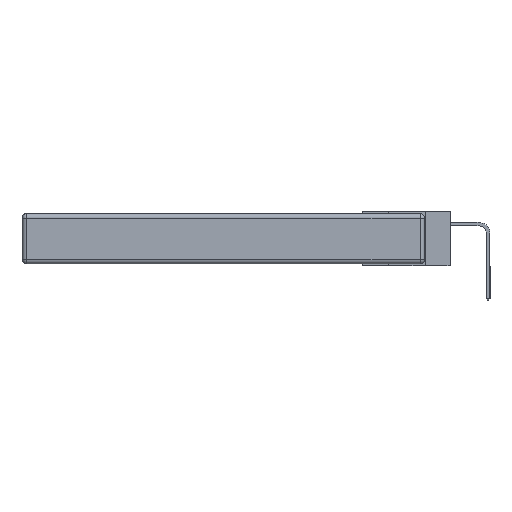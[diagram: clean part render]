
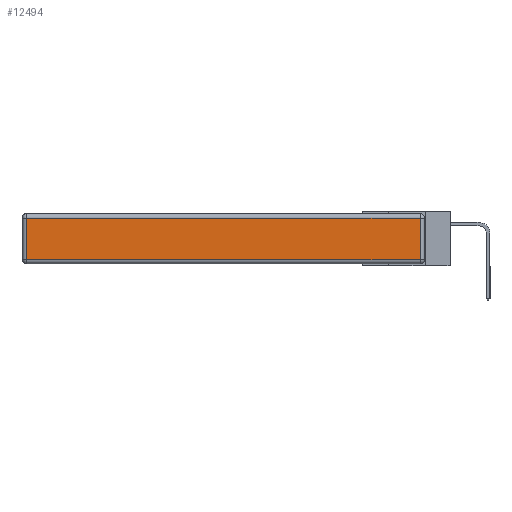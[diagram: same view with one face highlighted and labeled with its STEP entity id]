
A CAD part, left-side view. The second image highlights one B-rep face of the part: STEP entity #12494.
In plain terms, the highlighted planar face has unit normal (-1, 0, 0).
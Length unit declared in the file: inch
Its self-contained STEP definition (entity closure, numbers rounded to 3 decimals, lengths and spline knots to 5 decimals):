
#70 = VERTEX_POINT ( 'NONE', #927 ) ;
#249 = DIRECTION ( 'NONE',  ( 0., 1., 0. ) ) ;
#372 = DIRECTION ( 'NONE',  ( 0., 0., -1. ) ) ;
#505 = VERTEX_POINT ( 'NONE', #10530 ) ;
#677 = ORIENTED_EDGE ( 'NONE', *, *, #10905, .T. ) ;
#927 = CARTESIAN_POINT ( 'NONE',  ( 0., 0.03, -0.313 ) ) ;
#936 = EDGE_LOOP ( 'NONE', ( #8516, #15361, #677, #12657 ) ) ;
#1949 = VECTOR ( 'NONE', #249, 39.37008 ) ;
#2278 = VECTOR ( 'NONE', #5840, 39.37008 ) ;
#2308 = CARTESIAN_POINT ( 'NONE',  ( 0., 0.03, -0.343 ) ) ;
#2754 = VECTOR ( 'NONE', #372, 39.37008 ) ;
#3301 = VERTEX_POINT ( 'NONE', #13260 ) ;
#4575 = LINE ( 'NONE', #10727, #2278 ) ;
#5429 = FACE_OUTER_BOUND ( 'NONE', #936, .T. ) ;
#5448 = VECTOR ( 'NONE', #14428, 39.37008 ) ;
#5763 = EDGE_CURVE ( 'NONE', #3301, #70, #4575, .T. ) ;
#5840 = DIRECTION ( 'NONE',  ( 0., -1., 0. ) ) ;
#6895 = DIRECTION ( 'NONE',  ( -1., 0., 0. ) ) ;
#7322 = CARTESIAN_POINT ( 'NONE',  ( 0., 2.75, -0.03 ) ) ;
#7434 = EDGE_CURVE ( 'NONE', #70, #8467, #11911, .T. ) ;
#7664 = CARTESIAN_POINT ( 'NONE',  ( 0., 2.72, -0.343 ) ) ;
#7717 = LINE ( 'NONE', #7664, #2754 ) ;
#8467 = VERTEX_POINT ( 'NONE', #11872 ) ;
#8516 = ORIENTED_EDGE ( 'NONE', *, *, #5763, .T. ) ;
#10295 = EDGE_CURVE ( 'NONE', #505, #3301, #7717, .T. ) ;
#10530 = CARTESIAN_POINT ( 'NONE',  ( 0., 2.72, -0.03 ) ) ;
#10727 = CARTESIAN_POINT ( 'NONE',  ( 0., 0., -0.313 ) ) ;
#10905 = EDGE_CURVE ( 'NONE', #8467, #505, #15518, .T. ) ;
#11735 = DIRECTION ( 'NONE',  ( 0., 0., 1. ) ) ;
#11872 = CARTESIAN_POINT ( 'NONE',  ( 0., 0.03, -0.03 ) ) ;
#11911 = LINE ( 'NONE', #2308, #5448 ) ;
#12489 = AXIS2_PLACEMENT_3D ( 'NONE', #15480, #6895, #11735 ) ;
#12494 = ADVANCED_FACE ( 'NONE', ( #5429 ), #12964, .T. ) ;
#12657 = ORIENTED_EDGE ( 'NONE', *, *, #10295, .T. ) ;
#12964 = PLANE ( 'NONE',  #12489 ) ;
#13260 = CARTESIAN_POINT ( 'NONE',  ( 0., 2.72, -0.313 ) ) ;
#14428 = DIRECTION ( 'NONE',  ( 0., 0., 1. ) ) ;
#15361 = ORIENTED_EDGE ( 'NONE', *, *, #7434, .T. ) ;
#15480 = CARTESIAN_POINT ( 'NONE',  ( 0., 0., -0.343 ) ) ;
#15518 = LINE ( 'NONE', #7322, #1949 ) ;
